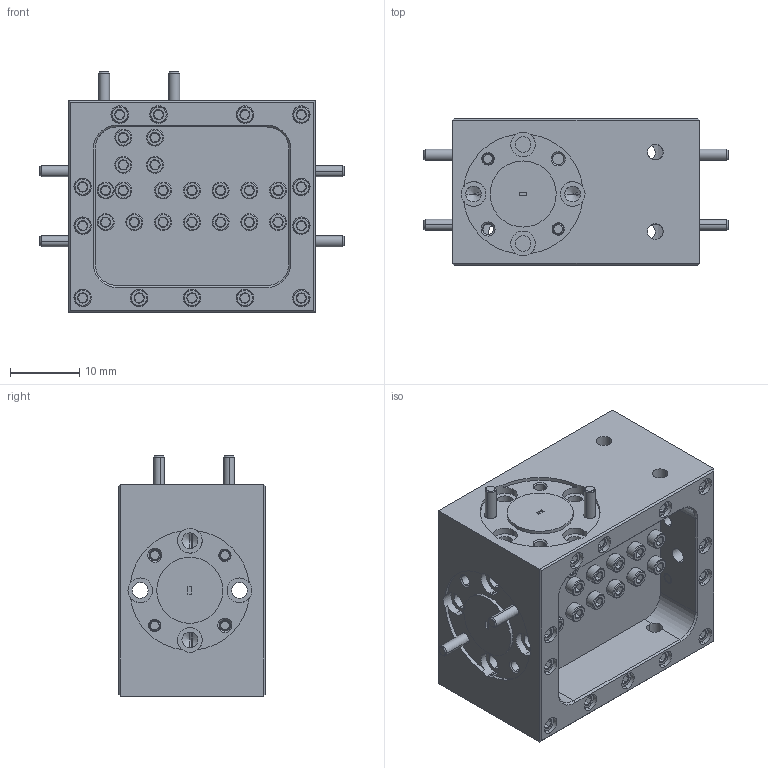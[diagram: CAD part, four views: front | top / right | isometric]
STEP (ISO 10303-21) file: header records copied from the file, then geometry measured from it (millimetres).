
FILE_DESCRIPTION (( 'STEP AP214' ), '1' );
FILE_NAME ('WD-SB-04-A, Defeatured.STEP', '2025-07-25T23:33:54', ( '' ), ( '' ), 'SwSTEP 2.0', 'SolidWorks 2021', '' );
FILE_SCHEMA (( 'AUTOMOTIVE_DESIGN' ));
Length unit declared in the file: inch
Products named in the file (1): WD-SB-04-A, Defeatured
Bounding box: 43.81 x 21.16 x 34.61 mm (x, y, z)
Volume: 13071.1 mm3; surface area: 8053.5 mm2
Topology: 8 solids, 8 shells, 1075 faces, 2295 edges, 1328 vertices
Faces by surface type: cone 415, plane 390, cylinder 266, bspline 4
Entity records: 43518 total; most frequent: CARTESIAN_POINT 6362, DIRECTION 5133, ORIENTED_EDGE 4566, EDGE_CURVE 2283, AXIS2_PLACEMENT_3D 2025, VERTEX_POINT 1328, EDGE_LOOP 1227, LINE 1083
